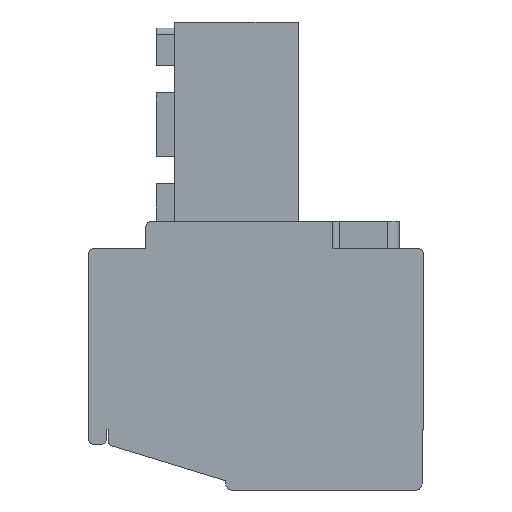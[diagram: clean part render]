
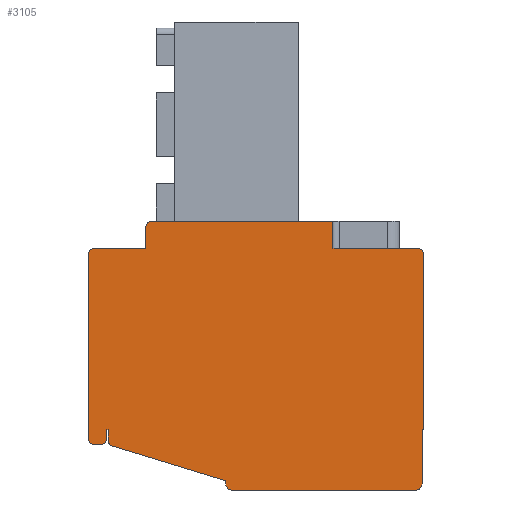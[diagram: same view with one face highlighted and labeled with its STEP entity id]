
A CAD part, left-side view. The second image highlights one B-rep face of the part: STEP entity #3105.
In plain terms, the highlighted planar face has unit normal (-1, 0, 0).
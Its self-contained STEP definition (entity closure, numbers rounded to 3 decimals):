
#72=CARTESIAN_POINT('',(-3.5,2.7,-6.8));
#73=DIRECTION('',(1.,0.,0.));
#74=DIRECTION('',(0.,1.,0.));
#75=AXIS2_PLACEMENT_3D('',#72,#73,#74);
#77=DIRECTION('',(0.,-1.,0.));
#78=VECTOR('',#77,6.);
#79=CARTESIAN_POINT('',(-3.5,2.7,-6.6));
#80=LINE('',#79,#78);
#81=DIRECTION('',(0.,0.,-1.));
#82=VECTOR('',#81,0.9);
#83=CARTESIAN_POINT('',(-3.5,-3.3,-6.6));
#84=LINE('',#83,#82);
#85=DIRECTION('',(0.,-1.,0.));
#86=VECTOR('',#85,2.8);
#87=CARTESIAN_POINT('',(-3.5,-3.3,-7.5));
#88=LINE('',#87,#86);
#89=CARTESIAN_POINT('',(-3.5,-6.1,-7.7));
#90=DIRECTION('',(1.,0.,0.));
#91=DIRECTION('',(0.,0.,1.));
#92=AXIS2_PLACEMENT_3D('',#89,#90,#91);
#94=DIRECTION('',(0.,0.,-1.));
#95=VECTOR('',#94,5.8);
#96=CARTESIAN_POINT('',(-3.5,-6.3,-7.7));
#97=LINE('',#96,#95);
#98=DIRECTION('',(0.,1.,0.));
#99=VECTOR('',#98,0.05);
#100=CARTESIAN_POINT('',(-3.5,-6.3,-13.5));
#101=LINE('',#100,#99);
#102=DIRECTION('',(0.,0.,-1.));
#103=VECTOR('',#102,1.8);
#104=CARTESIAN_POINT('',(-3.5,-6.25,-13.5));
#105=LINE('',#104,#103);
#106=CARTESIAN_POINT('',(-3.5,-6.05,-15.3));
#107=DIRECTION('',(1.,0.,0.));
#108=DIRECTION('',(0.,-1.,0.));
#109=AXIS2_PLACEMENT_3D('',#106,#107,#108);
#111=DIRECTION('',(0.,1.,0.));
#112=VECTOR('',#111,6.1);
#113=CARTESIAN_POINT('',(-3.5,-6.05,-15.5));
#114=LINE('',#113,#112);
#115=CARTESIAN_POINT('',(-3.5,0.05,-15.3));
#116=DIRECTION('',(1.,0.,0.));
#117=DIRECTION('',(0.,0.,-1.));
#118=AXIS2_PLACEMENT_3D('',#115,#116,#117);
#120=DIRECTION('',(0.,0.,1.));
#121=VECTOR('',#120,0.108);
#122=CARTESIAN_POINT('',(-3.5,0.25,-15.3));
#123=LINE('',#122,#121);
#124=DIRECTION('',(0.,0.956,0.292));
#125=VECTOR('',#124,3.93);
#126=CARTESIAN_POINT('',(-3.5,0.25,-15.192));
#127=LINE('',#126,#125);
#128=CARTESIAN_POINT('',(-3.5,3.95,-13.852));
#129=DIRECTION('',(1.,0.,0.));
#130=DIRECTION('',(0.,0.292,-0.956));
#131=AXIS2_PLACEMENT_3D('',#128,#129,#130);
#133=DIRECTION('',(0.,0.,1.));
#134=VECTOR('',#133,0.352);
#135=CARTESIAN_POINT('',(-3.5,4.15,-13.852));
#136=LINE('',#135,#134);
#137=DIRECTION('',(0.,1.,0.));
#138=VECTOR('',#137,0.05);
#139=CARTESIAN_POINT('',(-3.5,4.15,-13.5));
#140=LINE('',#139,#138);
#141=DIRECTION('',(0.,0.,-1.));
#142=VECTOR('',#141,0.3);
#143=CARTESIAN_POINT('',(-3.5,4.2,-13.5));
#144=LINE('',#143,#142);
#145=CARTESIAN_POINT('',(-3.5,4.4,-13.8));
#146=DIRECTION('',(1.,0.,0.));
#147=DIRECTION('',(0.,-1.,0.));
#148=AXIS2_PLACEMENT_3D('',#145,#146,#147);
#150=DIRECTION('',(0.,1.,0.));
#151=VECTOR('',#150,0.2);
#152=CARTESIAN_POINT('',(-3.5,4.4,-14.));
#153=LINE('',#152,#151);
#154=CARTESIAN_POINT('',(-3.5,4.6,-13.8));
#155=DIRECTION('',(1.,0.,0.));
#156=DIRECTION('',(0.,0.,-1.));
#157=AXIS2_PLACEMENT_3D('',#154,#155,#156);
#163=CARTESIAN_POINT('',(-3.5,4.6,-7.7));
#164=DIRECTION('',(-1.,0.,0.));
#165=DIRECTION('',(0.,0.,1.));
#166=AXIS2_PLACEMENT_3D('',#163,#164,#165);
#177=DIRECTION('',(0.,1.,0.));
#178=VECTOR('',#177,1.7);
#179=CARTESIAN_POINT('',(-3.5,2.9,-7.5));
#180=LINE('',#179,#178);
#227=DIRECTION('',(0.,0.,-1.));
#228=VECTOR('',#227,6.1);
#229=CARTESIAN_POINT('',(-3.5,4.8,-7.7));
#230=LINE('',#229,#228);
#1565=DIRECTION('',(0.,0.,-1.));
#1566=VECTOR('',#1565,0.7);
#1567=CARTESIAN_POINT('',(-3.5,2.9,-6.8));
#1568=LINE('',#1567,#1566);
#2444=CARTESIAN_POINT('',(-3.5,-6.3,-13.5));
#2445=CARTESIAN_POINT('',(-3.5,-6.25,-13.5));
#2446=VERTEX_POINT('',#2444);
#2447=VERTEX_POINT('',#2445);
#2448=CARTESIAN_POINT('',(-3.5,4.2,-13.5));
#2449=CARTESIAN_POINT('',(-3.5,4.2,-13.8));
#2450=VERTEX_POINT('',#2448);
#2451=VERTEX_POINT('',#2449);
#2452=CARTESIAN_POINT('',(-3.5,4.4,-14.));
#2453=CARTESIAN_POINT('',(-3.5,4.6,-14.));
#2454=VERTEX_POINT('',#2452);
#2455=VERTEX_POINT('',#2453);
#2456=CARTESIAN_POINT('',(-3.5,2.7,-6.6));
#2457=CARTESIAN_POINT('',(-3.5,-3.3,-6.6));
#2458=VERTEX_POINT('',#2456);
#2459=VERTEX_POINT('',#2457);
#2460=CARTESIAN_POINT('',(-3.5,-3.3,-7.5));
#2461=VERTEX_POINT('',#2460);
#2462=CARTESIAN_POINT('',(-3.5,-6.1,-7.5));
#2463=VERTEX_POINT('',#2462);
#2464=CARTESIAN_POINT('',(-3.5,-6.3,-7.7));
#2465=VERTEX_POINT('',#2464);
#2488=CARTESIAN_POINT('',(-3.5,4.8,-13.8));
#2489=VERTEX_POINT('',#2488);
#2490=CARTESIAN_POINT('',(-3.5,-6.25,-15.3));
#2491=VERTEX_POINT('',#2490);
#2492=CARTESIAN_POINT('',(-3.5,-6.05,-15.5));
#2493=VERTEX_POINT('',#2492);
#2494=CARTESIAN_POINT('',(-3.5,0.05,-15.5));
#2495=VERTEX_POINT('',#2494);
#2496=CARTESIAN_POINT('',(-3.5,0.25,-15.3));
#2497=VERTEX_POINT('',#2496);
#2498=CARTESIAN_POINT('',(-3.5,0.25,-15.192));
#2499=VERTEX_POINT('',#2498);
#2500=CARTESIAN_POINT('',(-3.5,4.008,-14.043));
#2501=VERTEX_POINT('',#2500);
#2502=CARTESIAN_POINT('',(-3.5,4.15,-13.852));
#2503=VERTEX_POINT('',#2502);
#2504=CARTESIAN_POINT('',(-3.5,4.15,-13.5));
#2505=VERTEX_POINT('',#2504);
#2524=CARTESIAN_POINT('',(-3.5,2.9,-6.8));
#2525=VERTEX_POINT('',#2524);
#2658=CARTESIAN_POINT('',(-3.5,2.9,-7.5));
#2660=VERTEX_POINT('',#2658);
#2680=CARTESIAN_POINT('',(-3.5,4.6,-7.5));
#2682=VERTEX_POINT('',#2680);
#2684=CARTESIAN_POINT('',(-3.5,4.8,-7.7));
#2685=VERTEX_POINT('',#2684);
#3050=CARTESIAN_POINT('',(-3.5,0.,0.));
#3051=DIRECTION('',(1.,0.,0.));
#3052=DIRECTION('',(0.,0.,-1.));
#3053=AXIS2_PLACEMENT_3D('',#3050,#3051,#3052);
#3054=PLANE('',#3053);
#3056=ORIENTED_EDGE('',*,*,#3055,.F.);
#3058=ORIENTED_EDGE('',*,*,#3057,.F.);
#3060=ORIENTED_EDGE('',*,*,#3059,.F.);
#3062=ORIENTED_EDGE('',*,*,#3061,.T.);
#3064=ORIENTED_EDGE('',*,*,#3063,.T.);
#3066=ORIENTED_EDGE('',*,*,#3065,.T.);
#3068=ORIENTED_EDGE('',*,*,#3067,.T.);
#3070=ORIENTED_EDGE('',*,*,#3069,.T.);
#3072=ORIENTED_EDGE('',*,*,#3071,.T.);
#3074=ORIENTED_EDGE('',*,*,#3073,.T.);
#3076=ORIENTED_EDGE('',*,*,#3075,.T.);
#3078=ORIENTED_EDGE('',*,*,#3077,.T.);
#3080=ORIENTED_EDGE('',*,*,#3079,.T.);
#3082=ORIENTED_EDGE('',*,*,#3081,.T.);
#3084=ORIENTED_EDGE('',*,*,#3083,.T.);
#3086=ORIENTED_EDGE('',*,*,#3085,.T.);
#3088=ORIENTED_EDGE('',*,*,#3087,.T.);
#3090=ORIENTED_EDGE('',*,*,#3089,.T.);
#3092=ORIENTED_EDGE('',*,*,#3091,.T.);
#3094=ORIENTED_EDGE('',*,*,#3093,.T.);
#3096=ORIENTED_EDGE('',*,*,#3095,.T.);
#3098=ORIENTED_EDGE('',*,*,#3097,.T.);
#3100=ORIENTED_EDGE('',*,*,#3099,.T.);
#3102=ORIENTED_EDGE('',*,*,#3101,.F.);
#3103=EDGE_LOOP('',(#3056,#3058,#3060,#3062,#3064,#3066,#3068,#3070,#3072,#3074,
#3076,#3078,#3080,#3082,#3084,#3086,#3088,#3090,#3092,#3094,#3096,#3098,#3100,
#3102));
#3104=FACE_OUTER_BOUND('',#3103,.F.);
#3105=ADVANCED_FACE('',(#3104),#3054,.F.);
#76=CIRCLE('',#75,0.2);
#93=CIRCLE('',#92,0.2);
#110=CIRCLE('',#109,0.2);
#119=CIRCLE('',#118,0.2);
#132=CIRCLE('',#131,0.2);
#149=CIRCLE('',#148,0.2);
#158=CIRCLE('',#157,0.2);
#167=CIRCLE('',#166,0.2);
#3055=EDGE_CURVE('',#2682,#2685,#167,.T.);
#3057=EDGE_CURVE('',#2660,#2682,#180,.T.);
#3059=EDGE_CURVE('',#2525,#2660,#1568,.T.);
#3061=EDGE_CURVE('',#2525,#2458,#76,.T.);
#3063=EDGE_CURVE('',#2458,#2459,#80,.T.);
#3065=EDGE_CURVE('',#2459,#2461,#84,.T.);
#3067=EDGE_CURVE('',#2461,#2463,#88,.T.);
#3069=EDGE_CURVE('',#2463,#2465,#93,.T.);
#3071=EDGE_CURVE('',#2465,#2446,#97,.T.);
#3073=EDGE_CURVE('',#2446,#2447,#101,.T.);
#3075=EDGE_CURVE('',#2447,#2491,#105,.T.);
#3077=EDGE_CURVE('',#2491,#2493,#110,.T.);
#3079=EDGE_CURVE('',#2493,#2495,#114,.T.);
#3081=EDGE_CURVE('',#2495,#2497,#119,.T.);
#3083=EDGE_CURVE('',#2497,#2499,#123,.T.);
#3085=EDGE_CURVE('',#2499,#2501,#127,.T.);
#3087=EDGE_CURVE('',#2501,#2503,#132,.T.);
#3089=EDGE_CURVE('',#2503,#2505,#136,.T.);
#3091=EDGE_CURVE('',#2505,#2450,#140,.T.);
#3093=EDGE_CURVE('',#2450,#2451,#144,.T.);
#3095=EDGE_CURVE('',#2451,#2454,#149,.T.);
#3097=EDGE_CURVE('',#2454,#2455,#153,.T.);
#3099=EDGE_CURVE('',#2455,#2489,#158,.T.);
#3101=EDGE_CURVE('',#2685,#2489,#230,.T.);
